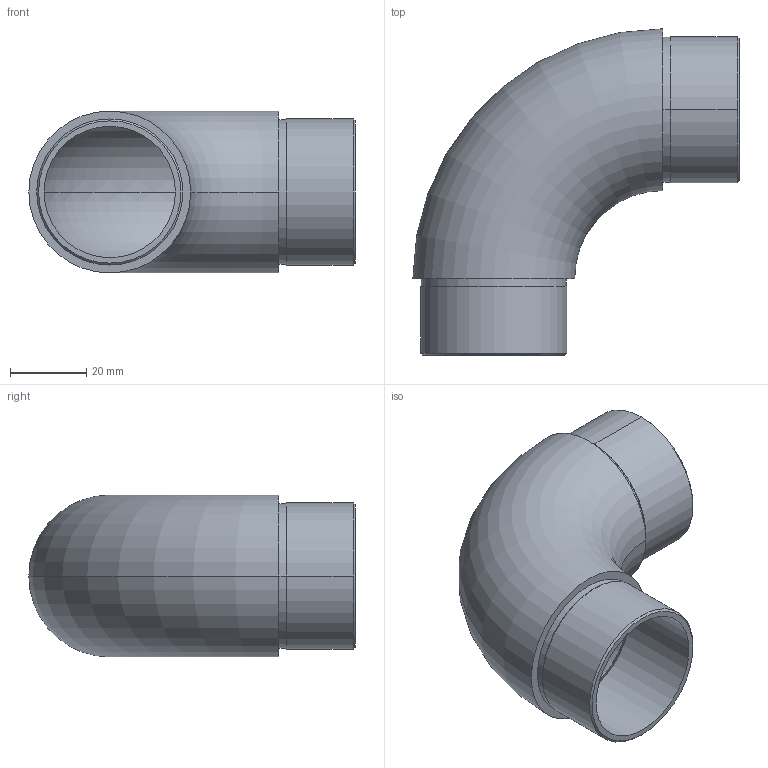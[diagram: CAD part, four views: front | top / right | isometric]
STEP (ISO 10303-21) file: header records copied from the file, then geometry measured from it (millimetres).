
FILE_DESCRIPTION (( 'STEP AP203' ), '1' );
FILE_NAME ('A_0305-242-S.STEP', '2023-03-31T06:47:21', ( '' ), ( '' ), 'SwSTEP 2.0', 'SolidWorks 2019', '' );
FILE_SCHEMA (( 'CONFIG_CONTROL_DESIGN' ));
Length unit declared in the file: millimetre
Products named in the file (1): A_0305-242-S
Bounding box: 85.5 x 85.5 x 42.4 mm (x, y, z)
Volume: 30062.7 mm3; surface area: 27755.2 mm2
Topology: 1 solids, 1 shells, 30 faces, 64 edges, 40 vertices
Faces by surface type: cylinder 12, cone 8, plane 6, torus 4
Entity records: 1096 total; most frequent: CARTESIAN_POINT 340, DIRECTION 158, ORIENTED_EDGE 128, AXIS2_PLACEMENT_3D 69, EDGE_CURVE 64, VERTEX_POINT 40, CIRCLE 38, EDGE_LOOP 36
